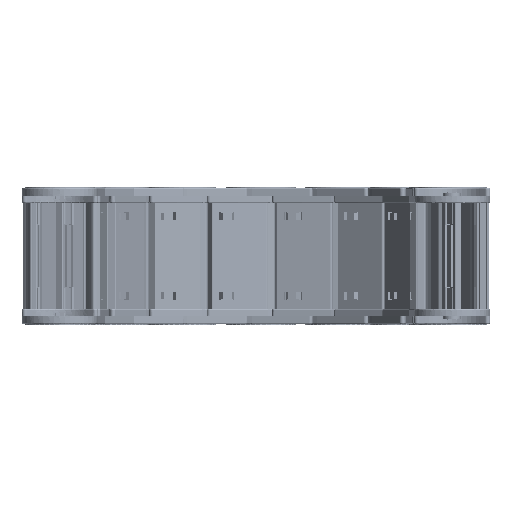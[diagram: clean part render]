
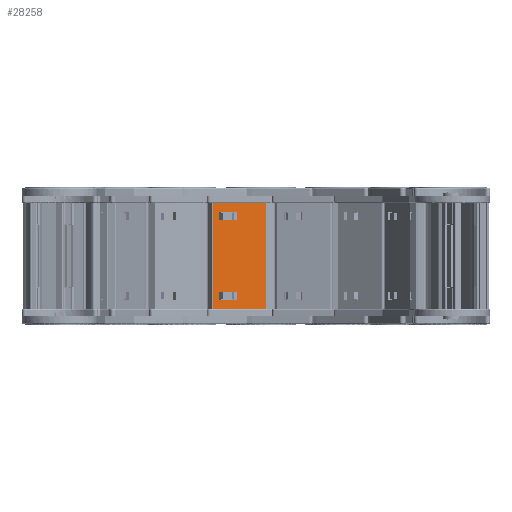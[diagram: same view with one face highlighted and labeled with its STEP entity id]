
A CAD part, left-side view. The second image highlights one B-rep face of the part: STEP entity #28258.
In plain terms, the highlighted face is planar.
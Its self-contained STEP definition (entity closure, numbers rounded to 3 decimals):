
#703 = ORIENTED_EDGE ( 'NONE', *, *, #8533, .T. ) ;
#1138 = DIRECTION ( 'NONE',  ( 1., 0., 0. ) ) ;
#1470 = VERTEX_POINT ( 'NONE', #3480 ) ;
#2240 = ORIENTED_EDGE ( 'NONE', *, *, #15509, .F. ) ;
#2415 = CARTESIAN_POINT ( 'NONE',  ( -61.76, 200.254, 5.247 ) ) ;
#2715 = CARTESIAN_POINT ( 'NONE',  ( -61.76, 200.254, 65.947 ) ) ;
#2741 = DIRECTION ( 'NONE',  ( -1., 0., 0. ) ) ;
#3169 = FACE_OUTER_BOUND ( 'NONE', #14640, .T. ) ;
#3269 = EDGE_CURVE ( 'NONE', #18983, #4098, #27219, .T. ) ;
#3342 = DIRECTION ( 'NONE',  ( 1., 0., 0. ) ) ;
#3375 = ORIENTED_EDGE ( 'NONE', *, *, #4504, .T. ) ;
#3480 = CARTESIAN_POINT ( 'NONE',  ( -75.76, 200.254, 65.947 ) ) ;
#3710 = LINE ( 'NONE', #26448, #26641 ) ;
#4098 = VERTEX_POINT ( 'NONE', #4145 ) ;
#4145 = CARTESIAN_POINT ( 'NONE',  ( -61.76, 200.254, 5.247 ) ) ;
#4504 = EDGE_CURVE ( 'NONE', #11467, #29696, #10457, .T. ) ;
#4876 = CARTESIAN_POINT ( 'NONE',  ( -61.76, 200.254, 65.947 ) ) ;
#6024 = LINE ( 'NONE', #14351, #29359 ) ;
#6316 = VECTOR ( 'NONE', #28473, 1000. ) ;
#6496 = DIRECTION ( 'NONE',  ( 0., 0., -1. ) ) ;
#6994 = LINE ( 'NONE', #29013, #26781 ) ;
#7052 = CARTESIAN_POINT ( 'NONE',  ( -75.76, 200.254, 11.547 ) ) ;
#7710 = ORIENTED_EDGE ( 'NONE', *, *, #15700, .F. ) ;
#7735 = DIRECTION ( 'NONE',  ( 0., 0., -1. ) ) ;
#7876 = LINE ( 'NONE', #21067, #6316 ) ;
#8533 = EDGE_CURVE ( 'NONE', #18913, #11467, #3710, .T. ) ;
#8597 = VECTOR ( 'NONE', #7735, 1000. ) ;
#8842 = EDGE_CURVE ( 'NONE', #30016, #29696, #25025, .T. ) ;
#9010 = FACE_BOUND ( 'NONE', #26398, .T. ) ;
#9405 = DIRECTION ( 'NONE',  ( 0., 0., 1. ) ) ;
#9685 = VECTOR ( 'NONE', #14878, 1000. ) ;
#9731 = VECTOR ( 'NONE', #2741, 1000. ) ;
#9981 = CARTESIAN_POINT ( 'NONE',  ( -75.76, 200.254, 72.247 ) ) ;
#10035 = CARTESIAN_POINT ( 'NONE',  ( -39.28, 200.254, -1.503 ) ) ;
#10457 = LINE ( 'NONE', #19751, #9685 ) ;
#10563 = VECTOR ( 'NONE', #1138, 1000. ) ;
#10867 = CARTESIAN_POINT ( 'NONE',  ( -61.76, 200.254, 11.547 ) ) ;
#11467 = VERTEX_POINT ( 'NONE', #16271 ) ;
#11529 = VERTEX_POINT ( 'NONE', #7052 ) ;
#11588 = CARTESIAN_POINT ( 'NONE',  ( -61.76, 200.254, 11.547 ) ) ;
#12446 = ORIENTED_EDGE ( 'NONE', *, *, #26662, .F. ) ;
#13386 = LINE ( 'NONE', #23079, #20348 ) ;
#13836 = CARTESIAN_POINT ( 'NONE',  ( -75.76, 200.254, 5.247 ) ) ;
#14351 = CARTESIAN_POINT ( 'NONE',  ( -61.76, 200.254, 72.247 ) ) ;
#14640 = EDGE_LOOP ( 'NONE', ( #15452, #16482, #703, #3375 ) ) ;
#14878 = DIRECTION ( 'NONE',  ( 1., 0., 0. ) ) ;
#15452 = ORIENTED_EDGE ( 'NONE', *, *, #8842, .F. ) ;
#15509 = EDGE_CURVE ( 'NONE', #28452, #11529, #26086, .T. ) ;
#15700 = EDGE_CURVE ( 'NONE', #1470, #26547, #7876, .T. ) ;
#16063 = ORIENTED_EDGE ( 'NONE', *, *, #24451, .F. ) ;
#16271 = CARTESIAN_POINT ( 'NONE',  ( -80.98, 200.254, 78.997 ) ) ;
#16482 = ORIENTED_EDGE ( 'NONE', *, *, #29752, .F. ) ;
#17378 = CARTESIAN_POINT ( 'NONE',  ( -61.76, 200.254, 72.247 ) ) ;
#17656 = VECTOR ( 'NONE', #24697, 1000. ) ;
#18298 = FACE_BOUND ( 'NONE', #23488, .T. ) ;
#18394 = CARTESIAN_POINT ( 'NONE',  ( -39.28, 200.254, -1.503 ) ) ;
#18471 = EDGE_CURVE ( 'NONE', #22371, #1470, #6994, .T. ) ;
#18715 = VECTOR ( 'NONE', #21508, 1000. ) ;
#18913 = VERTEX_POINT ( 'NONE', #22576 ) ;
#18983 = VERTEX_POINT ( 'NONE', #10867 ) ;
#19046 = LINE ( 'NONE', #2715, #8597 ) ;
#19751 = CARTESIAN_POINT ( 'NONE',  ( -39.28, 200.254, 78.997 ) ) ;
#20348 = VECTOR ( 'NONE', #3342, 1000. ) ;
#21067 = CARTESIAN_POINT ( 'NONE',  ( -75.76, 200.254, 72.247 ) ) ;
#21508 = DIRECTION ( 'NONE',  ( 0., 0., 1. ) ) ;
#21545 = DIRECTION ( 'NONE',  ( 0., -1., 0. ) ) ;
#22371 = VERTEX_POINT ( 'NONE', #4876 ) ;
#22576 = CARTESIAN_POINT ( 'NONE',  ( -80.98, 200.254, -1.503 ) ) ;
#22814 = VERTEX_POINT ( 'NONE', #17378 ) ;
#22911 = LINE ( 'NONE', #2415, #9731 ) ;
#23079 = CARTESIAN_POINT ( 'NONE',  ( -75.76, 200.254, 11.547 ) ) ;
#23488 = EDGE_LOOP ( 'NONE', ( #12446, #2240, #27443, #29497 ) ) ;
#24065 = VECTOR ( 'NONE', #6496, 1000. ) ;
#24451 = EDGE_CURVE ( 'NONE', #26547, #22814, #6024, .T. ) ;
#24696 = ORIENTED_EDGE ( 'NONE', *, *, #18471, .F. ) ;
#24697 = DIRECTION ( 'NONE',  ( 0., 0., 1. ) ) ;
#24904 = CARTESIAN_POINT ( 'NONE',  ( -39.28, 200.254, -102.622 ) ) ;
#25025 = LINE ( 'NONE', #24904, #17656 ) ;
#25306 = CARTESIAN_POINT ( 'NONE',  ( -75.76, 200.254, 5.247 ) ) ;
#26086 = LINE ( 'NONE', #13836, #18715 ) ;
#26398 = EDGE_LOOP ( 'NONE', ( #7710, #24696, #26804, #16063 ) ) ;
#26448 = CARTESIAN_POINT ( 'NONE',  ( -80.98, 200.254, -102.622 ) ) ;
#26486 = DIRECTION ( 'NONE',  ( -1., 0., 0. ) ) ;
#26547 = VERTEX_POINT ( 'NONE', #9981 ) ;
#26641 = VECTOR ( 'NONE', #31771, 1000. ) ;
#26662 = EDGE_CURVE ( 'NONE', #11529, #18983, #13386, .T. ) ;
#26781 = VECTOR ( 'NONE', #26486, 1000. ) ;
#26804 = ORIENTED_EDGE ( 'NONE', *, *, #31202, .F. ) ;
#26890 = LINE ( 'NONE', #18394, #10563 ) ;
#27219 = LINE ( 'NONE', #11588, #24065 ) ;
#27256 = AXIS2_PLACEMENT_3D ( 'NONE', #29169, #21545, #9405 ) ;
#27443 = ORIENTED_EDGE ( 'NONE', *, *, #32214, .F. ) ;
#28258 = ADVANCED_FACE ( 'NONE', ( #9010, #3169, #18298 ), #28951, .F. ) ;
#28452 = VERTEX_POINT ( 'NONE', #25306 ) ;
#28473 = DIRECTION ( 'NONE',  ( 0., 0., 1. ) ) ;
#28951 = PLANE ( 'NONE',  #27256 ) ;
#29013 = CARTESIAN_POINT ( 'NONE',  ( -75.76, 200.254, 65.947 ) ) ;
#29169 = CARTESIAN_POINT ( 'NONE',  ( -39.28, 200.254, -102.622 ) ) ;
#29359 = VECTOR ( 'NONE', #31687, 1000. ) ;
#29497 = ORIENTED_EDGE ( 'NONE', *, *, #3269, .F. ) ;
#29507 = CARTESIAN_POINT ( 'NONE',  ( -39.28, 200.254, 78.997 ) ) ;
#29696 = VERTEX_POINT ( 'NONE', #29507 ) ;
#29752 = EDGE_CURVE ( 'NONE', #18913, #30016, #26890, .T. ) ;
#30016 = VERTEX_POINT ( 'NONE', #10035 ) ;
#31202 = EDGE_CURVE ( 'NONE', #22814, #22371, #19046, .T. ) ;
#31687 = DIRECTION ( 'NONE',  ( 1., 0., 0. ) ) ;
#31771 = DIRECTION ( 'NONE',  ( 0., 0., 1. ) ) ;
#32214 = EDGE_CURVE ( 'NONE', #4098, #28452, #22911, .T. ) ;
